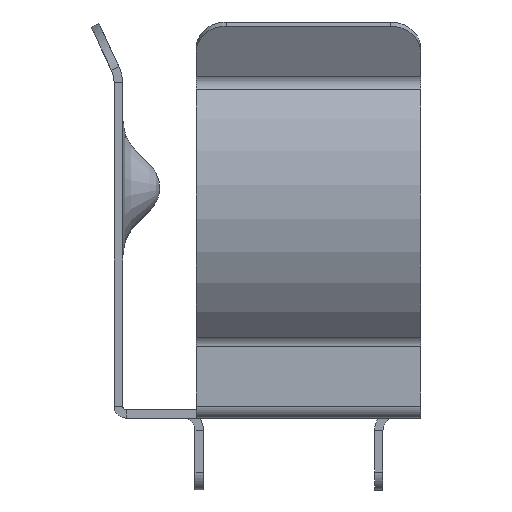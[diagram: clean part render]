
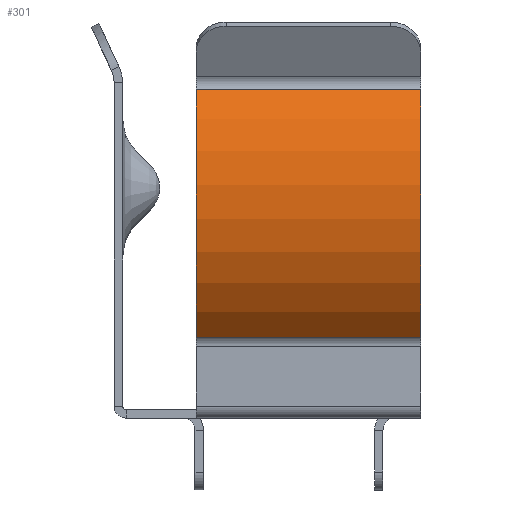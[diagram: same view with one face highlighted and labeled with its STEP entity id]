
A CAD part, front view. The second image highlights one B-rep face of the part: STEP entity #301.
In plain terms, the highlighted cylindrical face has radius 8.255 mm (diameter 16.51 mm), a partial arc.
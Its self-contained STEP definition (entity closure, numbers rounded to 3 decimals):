
#133 = VERTEX_POINT('',#134);
#134 = CARTESIAN_POINT('',(9.398,-5.719,3.414));
#141 = EDGE_CURVE('',#142,#133,#144,.T.);
#142 = VERTEX_POINT('',#143);
#143 = CARTESIAN_POINT('',(9.398,-6.871,13.942));
#144 = CIRCLE('',#145,8.255);
#145 = AXIS2_PLACEMENT_3D('',#146,#147,#148);
#146 = CARTESIAN_POINT('',(9.398,0.,9.368));
#147 = DIRECTION('',(1.,0.,0.));
#148 = DIRECTION('',(0.,1.,0.));
#239 = EDGE_CURVE('',#142,#240,#242,.T.);
#240 = VERTEX_POINT('',#241);
#241 = CARTESIAN_POINT('',(-0.127,-6.871,13.942));
#242 = LINE('',#243,#244);
#243 = CARTESIAN_POINT('',(9.398,-6.871,13.942));
#244 = VECTOR('',#245,1.);
#245 = DIRECTION('',(-1.,0.,0.));
#301 = ADVANCED_FACE('',(#302),#321,.T.);
#302 = FACE_BOUND('',#303,.T.);
#303 = EDGE_LOOP('',(#304,#305,#314,#320));
#304 = ORIENTED_EDGE('',*,*,#239,.T.);
#305 = ORIENTED_EDGE('',*,*,#306,.T.);
#306 = EDGE_CURVE('',#240,#307,#309,.T.);
#307 = VERTEX_POINT('',#308);
#308 = CARTESIAN_POINT('',(-0.127,-5.719,3.414));
#309 = CIRCLE('',#310,8.255);
#310 = AXIS2_PLACEMENT_3D('',#311,#312,#313);
#311 = CARTESIAN_POINT('',(-0.127,0.,9.368));
#312 = DIRECTION('',(1.,0.,0.));
#313 = DIRECTION('',(0.,1.,0.));
#314 = ORIENTED_EDGE('',*,*,#315,.F.);
#315 = EDGE_CURVE('',#133,#307,#316,.T.);
#316 = LINE('',#317,#318);
#317 = CARTESIAN_POINT('',(9.398,-5.719,3.414));
#318 = VECTOR('',#319,1.);
#319 = DIRECTION('',(-1.,0.,0.));
#320 = ORIENTED_EDGE('',*,*,#141,.F.);
#321 = CYLINDRICAL_SURFACE('',#322,8.255);
#322 = AXIS2_PLACEMENT_3D('',#323,#324,#325);
#323 = CARTESIAN_POINT('',(9.398,0.,9.368));
#324 = DIRECTION('',(1.,0.,0.));
#325 = DIRECTION('',(0.,1.,0.));
